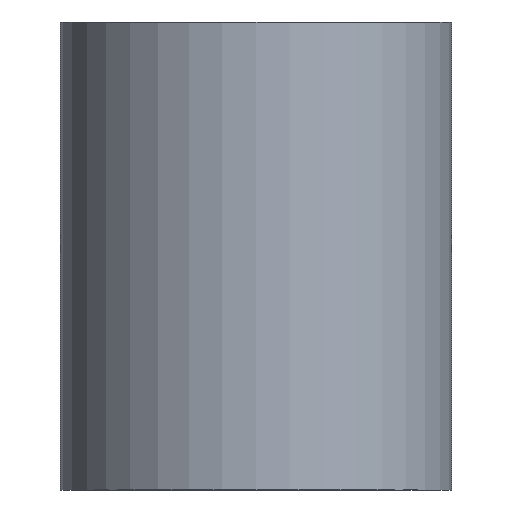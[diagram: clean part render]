
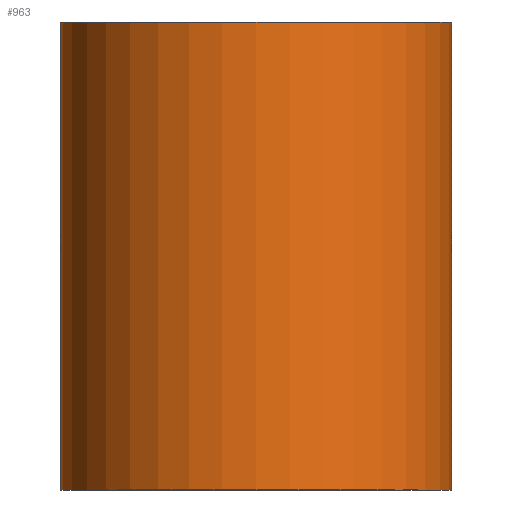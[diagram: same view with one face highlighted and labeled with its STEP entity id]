
A CAD part, front view. The second image highlights one B-rep face of the part: STEP entity #963.
In plain terms, the highlighted cylindrical face has radius 395 mm (diameter 790 mm), a full revolution.
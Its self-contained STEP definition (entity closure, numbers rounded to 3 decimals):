
#1 = DIRECTION ( 'NONE',  ( 1., 0., 0. ) ) ;
#3 = EDGE_CURVE ( 'NONE', #380, #380, #78, .T. ) ;
#24 = CARTESIAN_POINT ( 'NONE',  ( 395., 0., 0. ) ) ;
#78 = CIRCLE ( 'NONE', #438, 395. ) ;
#94 = CIRCLE ( 'NONE', #750, 395. ) ;
#137 = ORIENTED_EDGE ( 'NONE', *, *, #3, .T. ) ;
#186 = CARTESIAN_POINT ( 'NONE',  ( 0., 0., 0. ) ) ;
#226 = EDGE_CURVE ( 'NONE', #807, #807, #94, .T. ) ;
#264 = EDGE_LOOP ( 'NONE', ( #137 ) ) ;
#278 = EDGE_LOOP ( 'NONE', ( #900 ) ) ;
#279 = DIRECTION ( 'NONE',  ( 0., 0., 1. ) ) ;
#284 = DIRECTION ( 'NONE',  ( 1., 0., 0. ) ) ;
#370 = DIRECTION ( 'NONE',  ( 0., 0., 1. ) ) ;
#380 = VERTEX_POINT ( 'NONE', #24 ) ;
#438 = AXIS2_PLACEMENT_3D ( 'NONE', #1152, #279, #1 ) ;
#560 = CARTESIAN_POINT ( 'NONE',  ( 0., 0., 945. ) ) ;
#630 = CYLINDRICAL_SURFACE ( 'NONE', #1127, 395. ) ;
#738 = DIRECTION ( 'NONE',  ( 1., 0., 0. ) ) ;
#748 = FACE_OUTER_BOUND ( 'NONE', #264, .T. ) ;
#750 = AXIS2_PLACEMENT_3D ( 'NONE', #560, #370, #738 ) ;
#807 = VERTEX_POINT ( 'NONE', #940 ) ;
#848 = FACE_OUTER_BOUND ( 'NONE', #278, .T. ) ;
#900 = ORIENTED_EDGE ( 'NONE', *, *, #226, .F. ) ;
#916 = DIRECTION ( 'NONE',  ( 0., 0., 1. ) ) ;
#940 = CARTESIAN_POINT ( 'NONE',  ( 395., 0., 945. ) ) ;
#963 = ADVANCED_FACE ( 'NONE', ( #748, #848 ), #630, .T. ) ;
#1127 = AXIS2_PLACEMENT_3D ( 'NONE', #186, #916, #284 ) ;
#1152 = CARTESIAN_POINT ( 'NONE',  ( 0., 0., 0. ) ) ;
